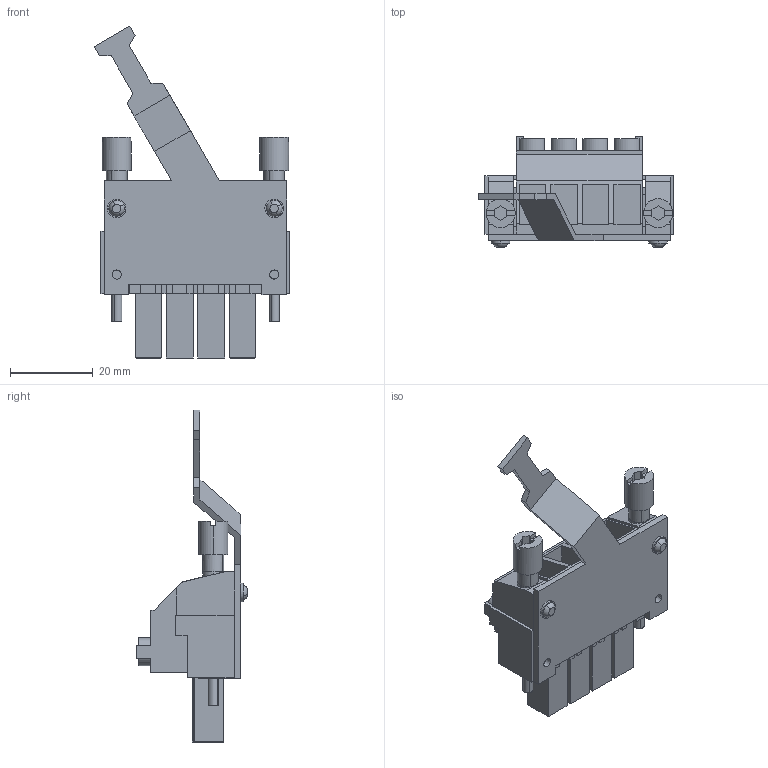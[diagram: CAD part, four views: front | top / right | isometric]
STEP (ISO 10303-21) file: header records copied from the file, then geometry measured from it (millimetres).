
FILE_DESCRIPTION(('CATIA V5R24 STEP','CAx-IF Rec.Pracs.--- Model Styling and Organization---1.2---2011-12-15'),'2;1');
FILE_NAME ('D1459509_0_1933440000_1933440000.stp','2018-02-05T12:06:51+00:00',('none'),('Weidmueller'),'CATIA Version 5-6 Release 2014 SP4 HF52','CATIA V5 STEP AP214','none');
FILE_SCHEMA(('AUTOMOTIVE_DESIGN { 1 0 10303 214 1 1 1 1 }'));
Length unit declared in the file: millimetre
Products named in the file (1): 1933440000
Bounding box: 47.38 x 26.8 x 80.32 mm (x, y, z)
Volume: 20678.6 mm3; surface area: 17595.7 mm2
Topology: 12 solids, 12 shells, 602 faces, 1653 edges, 1106 vertices
Faces by surface type: plane 514, cylinder 72, extrusion 8, sphere 8
Entity records: 18913 total; most frequent: CARTESIAN_POINT 3782, ORIENTED_EDGE 3306, DIRECTION 2535, EDGE_CURVE 1653, VECTOR 1449, LINE 1441, VERTEX_POINT 1106, EDGE_LOOP 661
